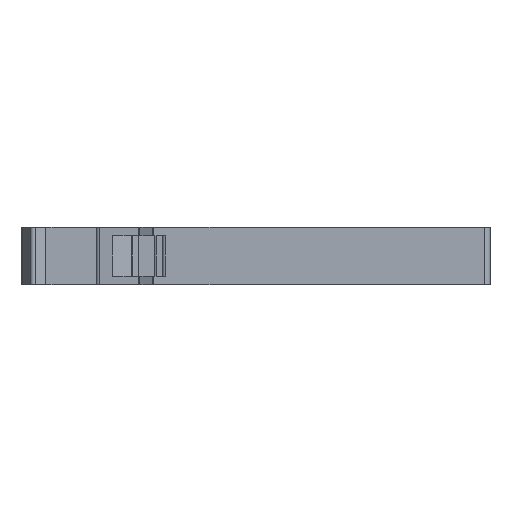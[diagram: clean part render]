
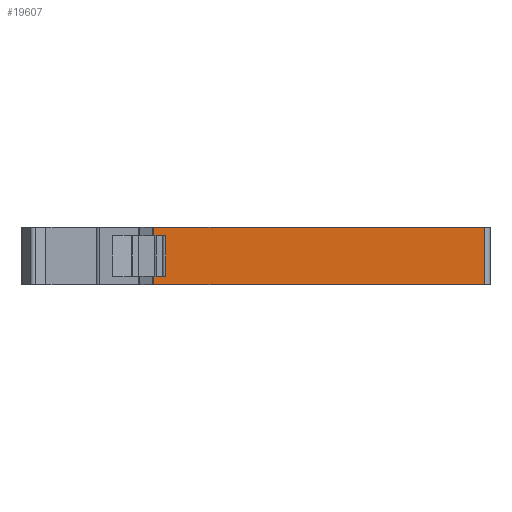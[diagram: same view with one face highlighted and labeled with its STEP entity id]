
A CAD part, left-side view. The second image highlights one B-rep face of the part: STEP entity #19607.
In plain terms, the highlighted planar face has unit normal (-1, 0, 0).
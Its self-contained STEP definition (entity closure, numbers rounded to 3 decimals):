
#1693 = PLANE('',#1694);
#1694 = AXIS2_PLACEMENT_3D('',#1695,#1696,#1697);
#1695 = CARTESIAN_POINT('',(-0.05,0.5,0.));
#1696 = DIRECTION('',(0.,0.,1.));
#1697 = DIRECTION('',(1.,0.,0.));
#1868 = VERTEX_POINT('',#1869);
#1869 = CARTESIAN_POINT('',(-36.05,-5.8,0.));
#1888 = CYLINDRICAL_SURFACE('',#1889,0.5);
#1889 = AXIS2_PLACEMENT_3D('',#1890,#1891,#1892);
#1890 = CARTESIAN_POINT('',(-35.55,-5.8,5.119));
#1891 = DIRECTION('',(0.,0.,-1.));
#1892 = DIRECTION('',(-1.,0.,0.));
#1900 = EDGE_CURVE('',#1868,#1901,#1903,.T.);
#1901 = VERTEX_POINT('',#1902);
#1902 = CARTESIAN_POINT('',(-36.05,23.357,0.));
#1903 = SURFACE_CURVE('',#1904,(#1908,#1915),.PCURVE_S1.);
#1904 = LINE('',#1905,#1906);
#1905 = CARTESIAN_POINT('',(-36.05,-5.8,0.));
#1906 = VECTOR('',#1907,1.);
#1907 = DIRECTION('',(0.,1.,0.));
#1908 = PCURVE('',#1693,#1909);
#1909 = DEFINITIONAL_REPRESENTATION('',(#1910),#1914);
#1910 = LINE('',#1911,#1912);
#1911 = CARTESIAN_POINT('',(-36.,-6.3));
#1912 = VECTOR('',#1913,1.);
#1913 = DIRECTION('',(0.,1.));
#1914 = ( GEOMETRIC_REPRESENTATION_CONTEXT(2) 
PARAMETRIC_REPRESENTATION_CONTEXT() REPRESENTATION_CONTEXT('2D SPACE',''
  ) );
#1915 = PCURVE('',#1916,#1921);
#1916 = PLANE('',#1917);
#1917 = AXIS2_PLACEMENT_3D('',#1918,#1919,#1920);
#1918 = CARTESIAN_POINT('',(-36.05,35.,0.));
#1919 = DIRECTION('',(-1.,0.,0.));
#1920 = DIRECTION('',(0.,-1.,0.));
#1921 = DEFINITIONAL_REPRESENTATION('',(#1922),#1926);
#1922 = LINE('',#1923,#1924);
#1923 = CARTESIAN_POINT('',(40.8,0.));
#1924 = VECTOR('',#1925,1.);
#1925 = DIRECTION('',(-1.,0.));
#1926 = ( GEOMETRIC_REPRESENTATION_CONTEXT(2) 
PARAMETRIC_REPRESENTATION_CONTEXT() REPRESENTATION_CONTEXT('2D SPACE',''
  ) );
#1949 = CYLINDRICAL_SURFACE('',#1950,0.3);
#1950 = AXIS2_PLACEMENT_3D('',#1951,#1952,#1953);
#1951 = CARTESIAN_POINT('',(-35.75,23.357,5.119));
#1952 = DIRECTION('',(0.,0.,-1.));
#1953 = DIRECTION('',(-1.,0.,0.));
#5065 = PLANE('',#5066);
#5066 = AXIS2_PLACEMENT_3D('',#5067,#5068,#5069);
#5067 = CARTESIAN_POINT('',(12.65,17.67,5.1));
#5068 = DIRECTION('',(0.,0.,-1.));
#5069 = DIRECTION('',(0.,1.,0.));
#11246 = VERTEX_POINT('',#11247);
#11247 = CARTESIAN_POINT('',(-36.05,23.357,5.1));
#11266 = CYLINDRICAL_SURFACE('',#11267,0.3);
#11267 = AXIS2_PLACEMENT_3D('',#11268,#11269,#11270);
#11268 = CARTESIAN_POINT('',(-35.75,23.357,5.119));
#11269 = DIRECTION('',(0.,0.,-1.));
#11270 = DIRECTION('',(-1.,0.,0.));
#11278 = EDGE_CURVE('',#11246,#11279,#11281,.T.);
#11279 = VERTEX_POINT('',#11280);
#11280 = CARTESIAN_POINT('',(-36.05,-5.8,5.1));
#11281 = SURFACE_CURVE('',#11282,(#11286,#11293),.PCURVE_S1.);
#11282 = LINE('',#11283,#11284);
#11283 = CARTESIAN_POINT('',(-36.05,23.357,5.1));
#11284 = VECTOR('',#11285,1.);
#11285 = DIRECTION('',(0.,-1.,0.));
#11286 = PCURVE('',#5065,#11287);
#11287 = DEFINITIONAL_REPRESENTATION('',(#11288),#11292);
#11288 = LINE('',#11289,#11290);
#11289 = CARTESIAN_POINT('',(5.687,-48.7));
#11290 = VECTOR('',#11291,1.);
#11291 = DIRECTION('',(-1.,0.));
#11292 = ( GEOMETRIC_REPRESENTATION_CONTEXT(2) 
PARAMETRIC_REPRESENTATION_CONTEXT() REPRESENTATION_CONTEXT('2D SPACE',''
  ) );
#11293 = PCURVE('',#1916,#11294);
#11294 = DEFINITIONAL_REPRESENTATION('',(#11295),#11299);
#11295 = LINE('',#11296,#11297);
#11296 = CARTESIAN_POINT('',(11.643,5.1));
#11297 = VECTOR('',#11298,1.);
#11298 = DIRECTION('',(1.,0.));
#11299 = ( GEOMETRIC_REPRESENTATION_CONTEXT(2) 
PARAMETRIC_REPRESENTATION_CONTEXT() REPRESENTATION_CONTEXT('2D SPACE',''
  ) );
#19586 = EDGE_CURVE('',#11279,#1868,#19587,.T.);
#19587 = SURFACE_CURVE('',#19588,(#19592,#19599),.PCURVE_S1.);
#19588 = LINE('',#19589,#19590);
#19589 = CARTESIAN_POINT('',(-36.05,-5.8,5.1));
#19590 = VECTOR('',#19591,1.);
#19591 = DIRECTION('',(0.,0.,-1.));
#19592 = PCURVE('',#1888,#19593);
#19593 = DEFINITIONAL_REPRESENTATION('',(#19594),#19598);
#19594 = LINE('',#19595,#19596);
#19595 = CARTESIAN_POINT('',(6.283,0.019));
#19596 = VECTOR('',#19597,1.);
#19597 = DIRECTION('',(0.,1.));
#19598 = ( GEOMETRIC_REPRESENTATION_CONTEXT(2) 
PARAMETRIC_REPRESENTATION_CONTEXT() REPRESENTATION_CONTEXT('2D SPACE',''
  ) );
#19599 = PCURVE('',#1916,#19600);
#19600 = DEFINITIONAL_REPRESENTATION('',(#19601),#19605);
#19601 = LINE('',#19602,#19603);
#19602 = CARTESIAN_POINT('',(40.8,5.1));
#19603 = VECTOR('',#19604,1.);
#19604 = DIRECTION('',(0.,-1.));
#19605 = ( GEOMETRIC_REPRESENTATION_CONTEXT(2) 
PARAMETRIC_REPRESENTATION_CONTEXT() REPRESENTATION_CONTEXT('2D SPACE',''
  ) );
#19607 = ADVANCED_FACE('',(#19608),#1916,.T.);
#19608 = FACE_BOUND('',#19609,.T.);
#19609 = EDGE_LOOP('',(#19610,#19611,#19612,#19635,#19663,#19691,#19719,
    #19740));
#19610 = ORIENTED_EDGE('',*,*,#19586,.F.);
#19611 = ORIENTED_EDGE('',*,*,#11278,.F.);
#19612 = ORIENTED_EDGE('',*,*,#19613,.T.);
#19613 = EDGE_CURVE('',#11246,#19614,#19616,.T.);
#19614 = VERTEX_POINT('',#19615);
#19615 = CARTESIAN_POINT('',(-36.05,23.357,4.35));
#19616 = SURFACE_CURVE('',#19617,(#19621,#19628),.PCURVE_S1.);
#19617 = LINE('',#19618,#19619);
#19618 = CARTESIAN_POINT('',(-36.05,23.357,5.1));
#19619 = VECTOR('',#19620,1.);
#19620 = DIRECTION('',(0.,0.,-1.));
#19621 = PCURVE('',#1916,#19622);
#19622 = DEFINITIONAL_REPRESENTATION('',(#19623),#19627);
#19623 = LINE('',#19624,#19625);
#19624 = CARTESIAN_POINT('',(11.643,5.1));
#19625 = VECTOR('',#19626,1.);
#19626 = DIRECTION('',(0.,-1.));
#19627 = ( GEOMETRIC_REPRESENTATION_CONTEXT(2) 
PARAMETRIC_REPRESENTATION_CONTEXT() REPRESENTATION_CONTEXT('2D SPACE',''
  ) );
#19628 = PCURVE('',#11266,#19629);
#19629 = DEFINITIONAL_REPRESENTATION('',(#19630),#19634);
#19630 = LINE('',#19631,#19632);
#19631 = CARTESIAN_POINT('',(0.,0.019));
#19632 = VECTOR('',#19633,1.);
#19633 = DIRECTION('',(0.,1.));
#19634 = ( GEOMETRIC_REPRESENTATION_CONTEXT(2) 
PARAMETRIC_REPRESENTATION_CONTEXT() REPRESENTATION_CONTEXT('2D SPACE',''
  ) );
#19635 = ORIENTED_EDGE('',*,*,#19636,.T.);
#19636 = EDGE_CURVE('',#19614,#19637,#19639,.T.);
#19637 = VERTEX_POINT('',#19638);
#19638 = CARTESIAN_POINT('',(-36.05,22.326,4.35));
#19639 = SURFACE_CURVE('',#19640,(#19644,#19651),.PCURVE_S1.);
#19640 = LINE('',#19641,#19642);
#19641 = CARTESIAN_POINT('',(-36.05,23.357,4.35));
#19642 = VECTOR('',#19643,1.);
#19643 = DIRECTION('',(0.,-1.,0.));
#19644 = PCURVE('',#1916,#19645);
#19645 = DEFINITIONAL_REPRESENTATION('',(#19646),#19650);
#19646 = LINE('',#19647,#19648);
#19647 = CARTESIAN_POINT('',(11.643,4.35));
#19648 = VECTOR('',#19649,1.);
#19649 = DIRECTION('',(1.,0.));
#19650 = ( GEOMETRIC_REPRESENTATION_CONTEXT(2) 
PARAMETRIC_REPRESENTATION_CONTEXT() REPRESENTATION_CONTEXT('2D SPACE',''
  ) );
#19651 = PCURVE('',#19652,#19657);
#19652 = PLANE('',#19653);
#19653 = AXIS2_PLACEMENT_3D('',#19654,#19655,#19656);
#19654 = CARTESIAN_POINT('',(-29.05,0.5,4.35));
#19655 = DIRECTION('',(0.,0.,1.));
#19656 = DIRECTION('',(1.,0.,0.));
#19657 = DEFINITIONAL_REPRESENTATION('',(#19658),#19662);
#19658 = LINE('',#19659,#19660);
#19659 = CARTESIAN_POINT('',(-7.,22.857));
#19660 = VECTOR('',#19661,1.);
#19661 = DIRECTION('',(0.,-1.));
#19662 = ( GEOMETRIC_REPRESENTATION_CONTEXT(2) 
PARAMETRIC_REPRESENTATION_CONTEXT() REPRESENTATION_CONTEXT('2D SPACE',''
  ) );
#19663 = ORIENTED_EDGE('',*,*,#19664,.F.);
#19664 = EDGE_CURVE('',#19665,#19637,#19667,.T.);
#19665 = VERTEX_POINT('',#19666);
#19666 = CARTESIAN_POINT('',(-36.05,22.326,0.75));
#19667 = SURFACE_CURVE('',#19668,(#19672,#19679),.PCURVE_S1.);
#19668 = LINE('',#19669,#19670);
#19669 = CARTESIAN_POINT('',(-36.05,22.326,0.75));
#19670 = VECTOR('',#19671,1.);
#19671 = DIRECTION('',(0.,0.,1.));
#19672 = PCURVE('',#1916,#19673);
#19673 = DEFINITIONAL_REPRESENTATION('',(#19674),#19678);
#19674 = LINE('',#19675,#19676);
#19675 = CARTESIAN_POINT('',(12.674,0.75));
#19676 = VECTOR('',#19677,1.);
#19677 = DIRECTION('',(0.,1.));
#19678 = ( GEOMETRIC_REPRESENTATION_CONTEXT(2) 
PARAMETRIC_REPRESENTATION_CONTEXT() REPRESENTATION_CONTEXT('2D SPACE',''
  ) );
#19679 = PCURVE('',#19680,#19685);
#19680 = CYLINDRICAL_SURFACE('',#19681,0.3);
#19681 = AXIS2_PLACEMENT_3D('',#19682,#19683,#19684);
#19682 = CARTESIAN_POINT('',(-35.75,22.326,0.75));
#19683 = DIRECTION('',(0.,0.,1.));
#19684 = DIRECTION('',(1.,0.,0.));
#19685 = DEFINITIONAL_REPRESENTATION('',(#19686),#19690);
#19686 = LINE('',#19687,#19688);
#19687 = CARTESIAN_POINT('',(3.142,0.));
#19688 = VECTOR('',#19689,1.);
#19689 = DIRECTION('',(0.,1.));
#19690 = ( GEOMETRIC_REPRESENTATION_CONTEXT(2) 
PARAMETRIC_REPRESENTATION_CONTEXT() REPRESENTATION_CONTEXT('2D SPACE',''
  ) );
#19691 = ORIENTED_EDGE('',*,*,#19692,.F.);
#19692 = EDGE_CURVE('',#19693,#19665,#19695,.T.);
#19693 = VERTEX_POINT('',#19694);
#19694 = CARTESIAN_POINT('',(-36.05,23.357,0.75));
#19695 = SURFACE_CURVE('',#19696,(#19700,#19707),.PCURVE_S1.);
#19696 = LINE('',#19697,#19698);
#19697 = CARTESIAN_POINT('',(-36.05,23.357,0.75));
#19698 = VECTOR('',#19699,1.);
#19699 = DIRECTION('',(0.,-1.,0.));
#19700 = PCURVE('',#1916,#19701);
#19701 = DEFINITIONAL_REPRESENTATION('',(#19702),#19706);
#19702 = LINE('',#19703,#19704);
#19703 = CARTESIAN_POINT('',(11.643,0.75));
#19704 = VECTOR('',#19705,1.);
#19705 = DIRECTION('',(1.,0.));
#19706 = ( GEOMETRIC_REPRESENTATION_CONTEXT(2) 
PARAMETRIC_REPRESENTATION_CONTEXT() REPRESENTATION_CONTEXT('2D SPACE',''
  ) );
#19707 = PCURVE('',#19708,#19713);
#19708 = PLANE('',#19709);
#19709 = AXIS2_PLACEMENT_3D('',#19710,#19711,#19712);
#19710 = CARTESIAN_POINT('',(-29.05,0.5,0.75));
#19711 = DIRECTION('',(0.,0.,1.));
#19712 = DIRECTION('',(1.,0.,0.));
#19713 = DEFINITIONAL_REPRESENTATION('',(#19714),#19718);
#19714 = LINE('',#19715,#19716);
#19715 = CARTESIAN_POINT('',(-7.,22.857));
#19716 = VECTOR('',#19717,1.);
#19717 = DIRECTION('',(0.,-1.));
#19718 = ( GEOMETRIC_REPRESENTATION_CONTEXT(2) 
PARAMETRIC_REPRESENTATION_CONTEXT() REPRESENTATION_CONTEXT('2D SPACE',''
  ) );
#19719 = ORIENTED_EDGE('',*,*,#19720,.T.);
#19720 = EDGE_CURVE('',#19693,#1901,#19721,.T.);
#19721 = SURFACE_CURVE('',#19722,(#19726,#19733),.PCURVE_S1.);
#19722 = LINE('',#19723,#19724);
#19723 = CARTESIAN_POINT('',(-36.05,23.357,0.75));
#19724 = VECTOR('',#19725,1.);
#19725 = DIRECTION('',(0.,0.,-1.));
#19726 = PCURVE('',#1916,#19727);
#19727 = DEFINITIONAL_REPRESENTATION('',(#19728),#19732);
#19728 = LINE('',#19729,#19730);
#19729 = CARTESIAN_POINT('',(11.643,0.75));
#19730 = VECTOR('',#19731,1.);
#19731 = DIRECTION('',(0.,-1.));
#19732 = ( GEOMETRIC_REPRESENTATION_CONTEXT(2) 
PARAMETRIC_REPRESENTATION_CONTEXT() REPRESENTATION_CONTEXT('2D SPACE',''
  ) );
#19733 = PCURVE('',#1949,#19734);
#19734 = DEFINITIONAL_REPRESENTATION('',(#19735),#19739);
#19735 = LINE('',#19736,#19737);
#19736 = CARTESIAN_POINT('',(0.,4.369));
#19737 = VECTOR('',#19738,1.);
#19738 = DIRECTION('',(0.,1.));
#19739 = ( GEOMETRIC_REPRESENTATION_CONTEXT(2) 
PARAMETRIC_REPRESENTATION_CONTEXT() REPRESENTATION_CONTEXT('2D SPACE',''
  ) );
#19740 = ORIENTED_EDGE('',*,*,#1900,.F.);
